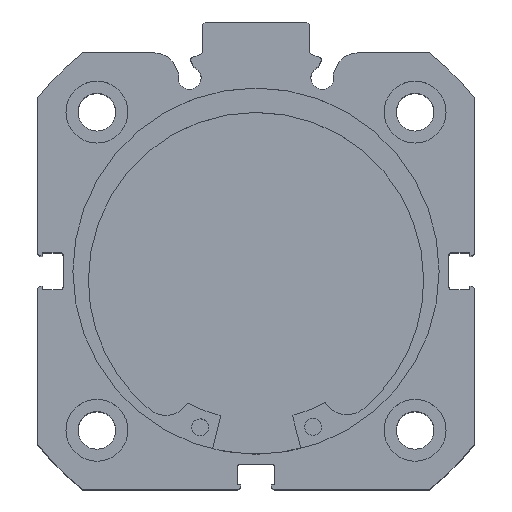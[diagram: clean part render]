
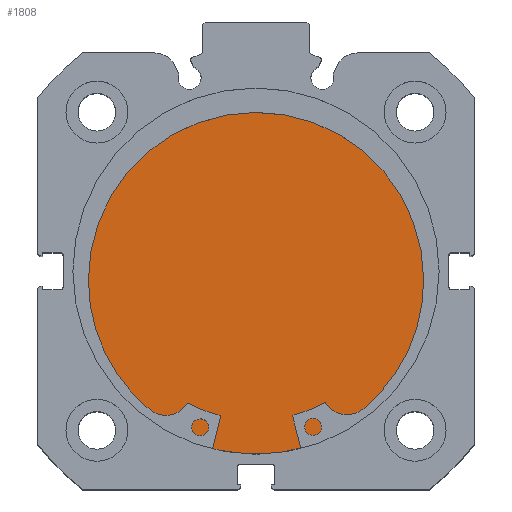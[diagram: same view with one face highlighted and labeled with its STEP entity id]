
A CAD part, top view. The second image highlights one B-rep face of the part: STEP entity #1808.
In plain terms, the highlighted face is planar.
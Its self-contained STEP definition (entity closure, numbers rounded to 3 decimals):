
#893 = PLANE ( 'NONE',  #3293 ) ;
#896 = CARTESIAN_POINT ( 'NONE',  ( 9.5, 32.5, 0. ) ) ;
#905 = DIRECTION ( 'NONE',  ( -1., 0., 0. ) ) ;
#906 = DIRECTION ( 'NONE',  ( 0., 0., 1. ) ) ;
#1808 = ADVANCED_FACE ( 'NONE', ( #6487 ), #893, .F. ) ;
#2191 = EDGE_LOOP ( 'NONE', ( #4879, #4858 ) ) ;
#3293 = AXIS2_PLACEMENT_3D ( 'NONE', #896, #905, #906 ) ;
#3542 = AXIS2_PLACEMENT_3D ( 'NONE', #4506, #4507, #4508 ) ;
#3545 = AXIS2_PLACEMENT_3D ( 'NONE', #4524, #4532, #4533 ) ;
#4192 = CARTESIAN_POINT ( 'NONE',  ( 9.5, 0., 32.5 ) ) ;
#4193 = CARTESIAN_POINT ( 'NONE',  ( 9.5, 0., -32.5 ) ) ;
#4506 = CARTESIAN_POINT ( 'NONE',  ( 9.5, 0., 0. ) ) ;
#4507 = DIRECTION ( 'NONE',  ( -1., 0., 0. ) ) ;
#4508 = DIRECTION ( 'NONE',  ( 0., 0., 1. ) ) ;
#4524 = CARTESIAN_POINT ( 'NONE',  ( 9.5, 0., 0. ) ) ;
#4532 = DIRECTION ( 'NONE',  ( -1., 0., 0. ) ) ;
#4533 = DIRECTION ( 'NONE',  ( 0., 0., 1. ) ) ;
#4757 = CIRCLE ( 'NONE', #3542, 32.5 ) ;
#4768 = CIRCLE ( 'NONE', #3545, 32.5 ) ;
#4858 = ORIENTED_EDGE ( 'NONE', *, *, #5846, .F. ) ;
#4879 = ORIENTED_EDGE ( 'NONE', *, *, #5837, .F. ) ;
#5225 = VERTEX_POINT ( 'NONE', #4192 ) ;
#5226 = VERTEX_POINT ( 'NONE', #4193 ) ;
#5837 = EDGE_CURVE ( 'NONE', #5225, #5226, #4757, .T. ) ;
#5846 = EDGE_CURVE ( 'NONE', #5226, #5225, #4768, .T. ) ;
#6487 = FACE_OUTER_BOUND ( 'NONE', #2191, .T. ) ;
